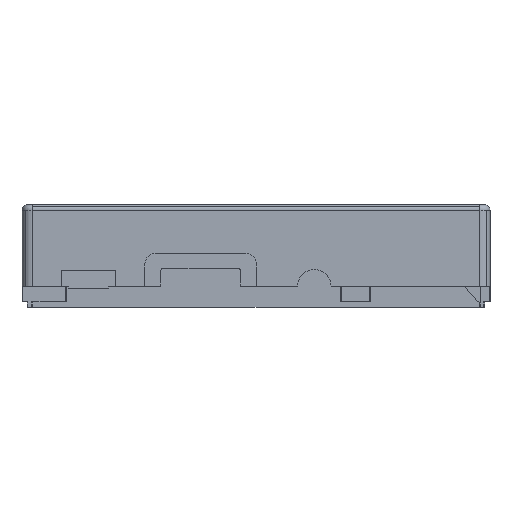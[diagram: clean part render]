
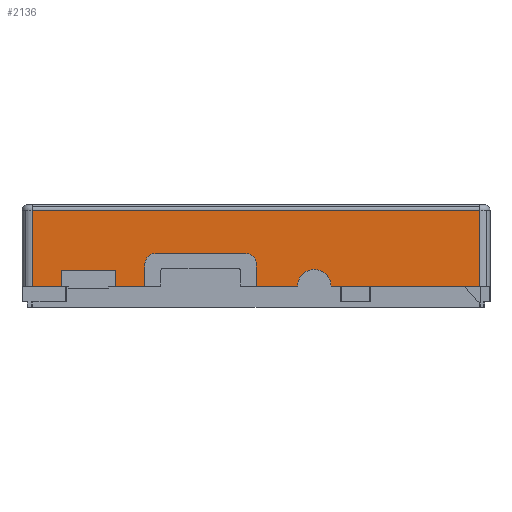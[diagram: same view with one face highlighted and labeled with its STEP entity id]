
A CAD part, front view. The second image highlights one B-rep face of the part: STEP entity #2136.
In plain terms, the highlighted planar face has unit normal (0, -1, 0).
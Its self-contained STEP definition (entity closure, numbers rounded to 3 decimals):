
#2136=ADVANCED_FACE('6:12436',(#4373),#4374,.T.);
#4373=FACE_OUTER_BOUND('',#25489,.T.);
#4374=PLANE('',#25490);
#25489=EDGE_LOOP('',(#31945,#31946,#31947,#31948,#31949,#31950,#31951,#31952,#31953,#31954,#31955,#31956,#31957,#31958,#31959,#31960,#31961,#31962));
#25490=AXIS2_PLACEMENT_3D('',#31963,#31964,#31965);
#31945=ORIENTED_EDGE('',*,*,#35217,.F.);
#31946=ORIENTED_EDGE('',*,*,#34897,.T.);
#31947=ORIENTED_EDGE('',*,*,#35018,.F.);
#31948=ORIENTED_EDGE('',*,*,#35024,.F.);
#31949=ORIENTED_EDGE('',*,*,#35027,.F.);
#31950=ORIENTED_EDGE('',*,*,#34881,.T.);
#31951=ORIENTED_EDGE('',*,*,#35029,.F.);
#31952=ORIENTED_EDGE('',*,*,#33025,.F.);
#31953=ORIENTED_EDGE('',*,*,#35034,.F.);
#31954=ORIENTED_EDGE('',*,*,#35037,.F.);
#31955=ORIENTED_EDGE('',*,*,#33020,.F.);
#31956=ORIENTED_EDGE('',*,*,#35041,.F.);
#31957=ORIENTED_EDGE('',*,*,#35044,.F.);
#31958=ORIENTED_EDGE('',*,*,#34860,.T.);
#31959=ORIENTED_EDGE('',*,*,#34857,.F.);
#31960=ORIENTED_EDGE('',*,*,#34841,.T.);
#31961=ORIENTED_EDGE('',*,*,#32935,.F.);
#31962=ORIENTED_EDGE('',*,*,#35218,.F.);
#31963=CARTESIAN_POINT('',(0.,-29.88,1.6));
#31964=DIRECTION('',(0.0,-1.0,0.0));
#31965=DIRECTION('',(1.0,0.0,0.0));
#32935=EDGE_CURVE('6:16816',#35945,#35947,#35948,.T.);
#33020=EDGE_CURVE('',#36087,#36090,#36091,.T.);
#33025=EDGE_CURVE('',#36096,#36099,#36100,.T.);
#34841=EDGE_CURVE('6:16261',#38809,#35947,#38810,.T.);
#34857=EDGE_CURVE('6:16303',#38809,#38828,#38829,.T.);
#34860=EDGE_CURVE('6:16309',#38832,#38828,#38833,.F.);
#34881=EDGE_CURVE('6:16360',#38862,#38860,#38863,.F.);
#34897=EDGE_CURVE('6:16399',#38885,#38883,#38886,.T.);
#35018=EDGE_CURVE('6:16669',#39030,#38883,#39031,.T.);
#35024=EDGE_CURVE('6:16684',#39038,#39030,#39040,.T.);
#35027=EDGE_CURVE('6:16690',#38862,#39038,#39043,.T.);
#35029=EDGE_CURVE('6:16696',#36099,#38860,#39045,.F.);
#35034=EDGE_CURVE('6:16708',#39050,#36096,#39052,.T.);
#35037=EDGE_CURVE('6:16717',#36090,#39050,#39055,.F.);
#35041=EDGE_CURVE('6:16726',#39059,#36087,#39061,.T.);
#35044=EDGE_CURVE('6:16732',#38832,#39059,#39064,.T.);
#35217=EDGE_CURVE('6:17068',#38885,#39262,#39263,.T.);
#35218=EDGE_CURVE('6:17071',#39262,#35945,#39264,.T.);
#35945=VERTEX_POINT('',#40945);
#35947=VERTEX_POINT('',#40947);
#35948=LINE('',#40948,#40949);
#36087=VERTEX_POINT('',#41234);
#36090=VERTEX_POINT('',#41238);
#36091=CIRCLE('',#41239,2.0);
#36096=VERTEX_POINT('',#41245);
#36099=VERTEX_POINT('',#41249);
#36100=CIRCLE('',#41250,2.0);
#38809=VERTEX_POINT('',#45614);
#38810=LINE('',#45615,#45616);
#38828=VERTEX_POINT('',#45644);
#38829=CIRCLE('',#45645,3.2);
#38832=VERTEX_POINT('',#45649);
#38833=LINE('',#45650,#45651);
#38860=VERTEX_POINT('',#45689);
#38862=VERTEX_POINT('',#45692);
#38863=LINE('',#45693,#45694);
#38883=VERTEX_POINT('',#45724);
#38885=VERTEX_POINT('',#45727);
#38886=LINE('',#45728,#45729);
#39030=VERTEX_POINT('',#46511);
#39031=LINE('',#46512,#46513);
#39038=VERTEX_POINT('',#46523);
#39040=LINE('',#46526,#46527);
#39043=LINE('',#46531,#46532);
#39045=LINE('',#46534,#46535);
#39050=VERTEX_POINT('',#46541);
#39052=CIRCLE('',#46544,2.0);
#39055=LINE('',#46548,#46549);
#39059=VERTEX_POINT('',#46553);
#39061=CIRCLE('',#46556,2.0);
#39064=LINE('',#46560,#46561);
#39262=VERTEX_POINT('',#46810);
#39263=LINE('',#46811,#46812);
#39264=LINE('',#46813,#46814);
#40945=CARTESIAN_POINT('',(42.58,-29.88,19.1));
#40947=CARTESIAN_POINT('',(42.58,-29.88,4.6));
#40948=CARTESIAN_POINT('',(42.58,-29.88,1.6));
#40949=VECTOR('',#47493,1.0);
#41234=CARTESIAN_POINT('',(-0.544,-29.88,10.244));
#41238=CARTESIAN_POINT('',(-1.958,-29.88,10.83));
#41239=AXIS2_PLACEMENT_3D('',#47593,#47594,#47595);
#41245=CARTESIAN_POINT('',(-20.572,-29.88,10.244));
#41249=CARTESIAN_POINT('',(-21.158,-29.88,8.83));
#41250=AXIS2_PLACEMENT_3D('',#47601,#47602,#47603);
#45614=CARTESIAN_POINT('',(14.303,-29.88,4.6));
#45615=CARTESIAN_POINT('',(0.01,-29.88,4.6));
#45616=VECTOR('',#49741,1.0);
#45644=CARTESIAN_POINT('',(7.903,-29.88,4.6));
#45645=AXIS2_PLACEMENT_3D('',#49762,#49763,#49764);
#45649=CARTESIAN_POINT('',(0.042,-29.88,4.6));
#45650=CARTESIAN_POINT('',(0.01,-29.88,4.6));
#45651=VECTOR('',#49766,1.0);
#45689=CARTESIAN_POINT('',(-21.158,-29.88,4.6));
#45692=CARTESIAN_POINT('',(-26.752,-29.88,4.6));
#45693=CARTESIAN_POINT('',(0.01,-29.88,4.6));
#45694=VECTOR('',#49785,1.0);
#45724=CARTESIAN_POINT('',(-37.052,-29.88,4.6));
#45727=CARTESIAN_POINT('',(-42.58,-29.88,4.6));
#45728=CARTESIAN_POINT('',(0.01,-29.88,4.6));
#45729=VECTOR('',#49797,1.0);
#46511=CARTESIAN_POINT('',(-37.052,-29.88,7.65));
#46512=CARTESIAN_POINT('',(-37.052,-29.88,3.159));
#46513=VECTOR('',#49916,1.0);
#46523=CARTESIAN_POINT('',(-26.752,-29.88,7.65));
#46526=CARTESIAN_POINT('',(-15.951,-29.88,7.65));
#46527=VECTOR('',#49921,1.0);
#46531=CARTESIAN_POINT('',(-26.752,-29.88,3.159));
#46532=VECTOR('',#49923,1.0);
#46534=CARTESIAN_POINT('',(-21.158,-29.88,3.252));
#46535=VECTOR('',#49924,1.0);
#46541=CARTESIAN_POINT('',(-19.158,-29.88,10.83));
#46544=AXIS2_PLACEMENT_3D('',#49930,#49931,#49932);
#46548=CARTESIAN_POINT('',(-5.3,-29.88,10.83));
#46549=VECTOR('',#49934,1.0);
#46553=CARTESIAN_POINT('',(0.042,-29.88,8.83));
#46556=AXIS2_PLACEMENT_3D('',#49939,#49940,#49941);
#46560=CARTESIAN_POINT('',(0.042,-29.88,3.252));
#46561=VECTOR('',#49943,1.0);
#46810=CARTESIAN_POINT('',(-42.58,-29.88,19.1));
#46811=CARTESIAN_POINT('',(-42.58,-29.88,1.6));
#46812=VECTOR('',#50112,1.0);
#46813=CARTESIAN_POINT('',(-12.833,-29.88,19.1));
#46814=VECTOR('',#50113,1.0);
#47493=DIRECTION('',(0.0,0.0,-1.0));
#47593=CARTESIAN_POINT('',(-1.958,-29.88,8.83));
#47594=DIRECTION('',(0.0,-1.0,0.0));
#47595=DIRECTION('',(0.707,0.0,0.707));
#47601=CARTESIAN_POINT('',(-19.158,-29.88,8.83));
#47602=DIRECTION('',(0.0,-1.0,0.0));
#47603=DIRECTION('',(-0.707,0.0,0.707));
#49741=DIRECTION('',(1.0,0.0,0.0));
#49762=CARTESIAN_POINT('',(11.103,-29.88,4.6));
#49763=DIRECTION('',(0.0,-1.0,0.0));
#49764=DIRECTION('',(1.0,0.0,0.));
#49766=DIRECTION('',(-1.0,0.0,0.0));
#49785=DIRECTION('',(-1.0,0.0,0.0));
#49797=DIRECTION('',(1.0,0.0,0.0));
#49916=DIRECTION('',(0.0,0.0,-1.0));
#49921=DIRECTION('',(-1.0,0.0,0.0));
#49923=DIRECTION('',(0.0,0.0,1.0));
#49924=DIRECTION('',(0.0,0.0,1.0));
#49930=CARTESIAN_POINT('',(-19.158,-29.88,8.83));
#49931=DIRECTION('',(0.0,-1.0,0.0));
#49932=DIRECTION('',(-0.707,0.0,0.707));
#49934=DIRECTION('',(1.0,0.0,0.0));
#49939=CARTESIAN_POINT('',(-1.958,-29.88,8.83));
#49940=DIRECTION('',(0.0,-1.0,0.0));
#49941=DIRECTION('',(0.707,0.0,0.707));
#49943=DIRECTION('',(0.,0.0,1.0));
#50112=DIRECTION('',(0.0,0.0,1.0));
#50113=DIRECTION('',(1.0,0.0,0.0));
